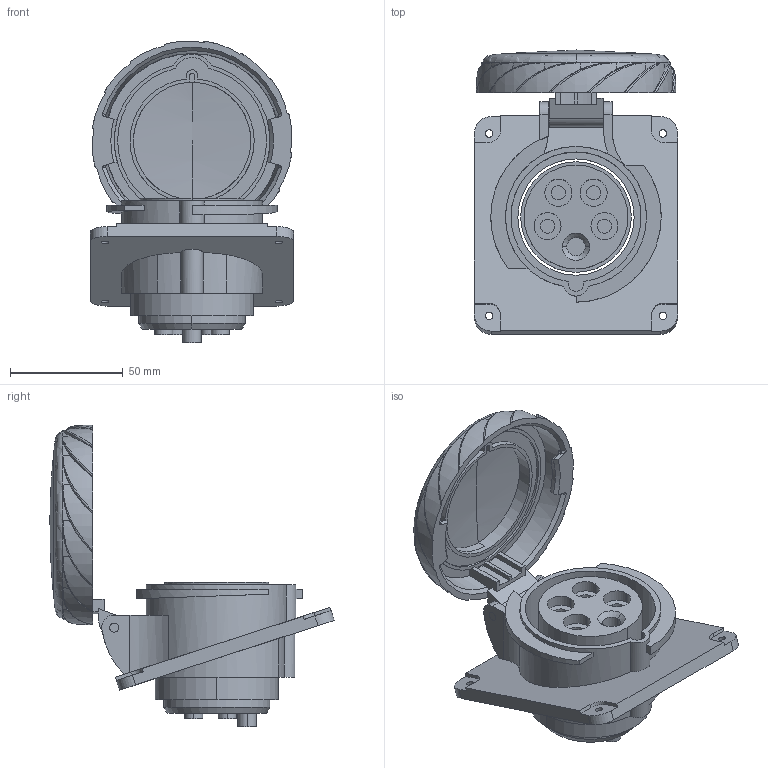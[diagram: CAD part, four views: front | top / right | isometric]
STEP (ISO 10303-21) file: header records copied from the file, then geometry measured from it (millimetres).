
FILE_DESCRIPTION((''),'2;1');
FILE_NAME('PKF16F735_3D-SIMPLIFIED_ASM','2023-02-14T12:27:41',('melanie.cordero'),(''),'CREO PARAMETRIC BY PTC INC, 2018260','CREO PARAMETRIC BY PTC INC, 2018260','');
FILE_SCHEMA(('CONFIG_CONTROL_DESIGN'));
Length unit declared in the file: millimetre
Products named in the file (6): PRT02_01; PRT02_02; PRT02_03; PRT02_04; PRT02_05; PKF16F735_3D-SIMPLIFIED_ASM
Assembly tree (5 placements, depth 2):
  PKF16F735_3D-SIMPLIFIED_ASM
    PRT02_01
    PRT02_02
    PRT02_03
    PRT02_04
    PRT02_05
Bounding box: 90 x 125.99 x 133.72 mm (x, y, z)
Volume: 196102.1 mm3; surface area: 82572.6 mm2
Topology: 5 solids, 5 shells, 369 faces, 1030 edges, 690 vertices
Faces by surface type: cylinder 141, plane 122, bspline 56, torus 30, sphere 10, cone 10
Entity records: 16557 total; most frequent: CARTESIAN_POINT 7310, ORIENTED_EDGE 2040, DIRECTION 1779, EDGE_CURVE 1020, AXIS2_PLACEMENT_3D 724, VERTEX_POINT 690, EDGE_LOOP 416, CIRCLE 400
